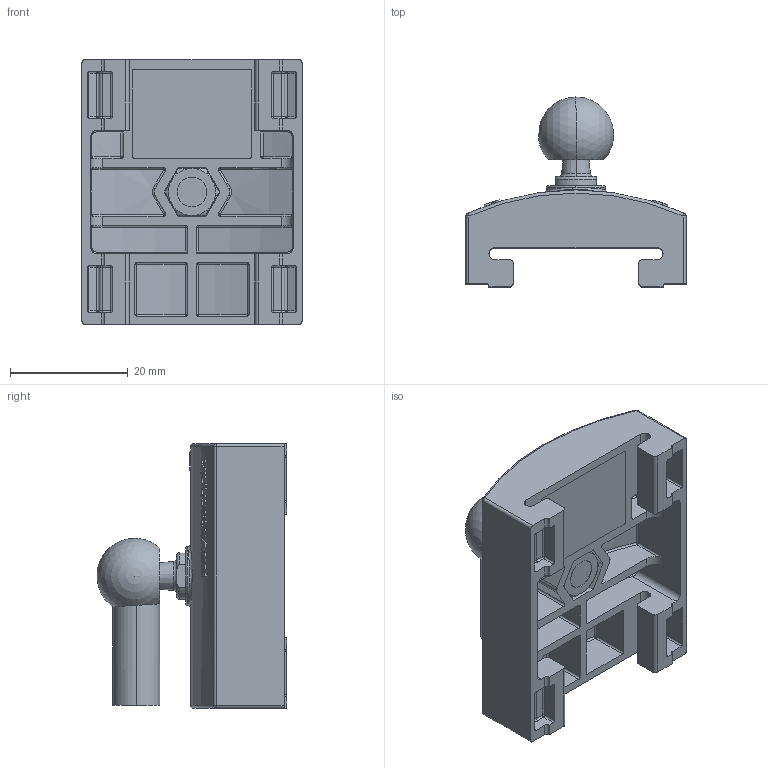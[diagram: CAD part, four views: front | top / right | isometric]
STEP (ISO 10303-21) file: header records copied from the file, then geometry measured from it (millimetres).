
FILE_DESCRIPTION (( 'STEP AP214' ), '1' );
FILE_NAME ('518740_Positionsgeber_gefuehrt_Z-TP1-P08~00.STEP', '2012-06-04T08:18:50', ( 'dummy' ), ( 'Hewlett-Packard Company' ), 'SwSTEP 2.0', 'SolidWorks 2011', '' );
FILE_SCHEMA (( 'AUTOMOTIVE_DESIGN' ));
Length unit declared in the file: millimetre
Products named in the file (8): 518740_Vergussmasse_zu_Z-TP1-P08~00; 518836_Magnet_20_x_4_x_4~00; 516349_Winkelgelenk_M5~00; 516349_Teil_3_Sechskantmutter_für_Winkelgelenk_M5~00; 516349_Winkelgelenk_Innenteil~00; 516349_Winkelgelenk_M5_Außenteil~00; 518739_Magnetträger_geführt_für_Z-TP1-P08~05; 518740_Positionsgeber_gefuehrt_Z-TP1-P08~00
Assembly tree (7 placements, depth 3):
  518740_Positionsgeber_gefuehrt_Z-TP1-P08~00
    518740_Vergussmasse_zu_Z-TP1-P08~00
    518836_Magnet_20_x_4_x_4~00
    516349_Winkelgelenk_M5~00
      516349_Winkelgelenk_Innenteil~00
      516349_Winkelgelenk_M5_Außenteil~00
      516349_Teil_3_Sechskantmutter_für_Winkelgelenk_M5~00
    518739_Magnetträger_geführt_für_Z-TP1-P08~05
Bounding box: 37.4 x 32.29 x 45 mm (x, y, z)
Volume: 13876.4 mm3; surface area: 13644.3 mm2
Topology: 6 solids, 6 shells, 1175 faces, 2981 edges, 1747 vertices
Faces by surface type: cylinder 341, plane 329, bspline 274, sphere 92, torus 85, cone 54
Entity records: 51902 total; most frequent: CARTESIAN_POINT 21931, ORIENTED_EDGE 5672, DIRECTION 4834, EDGE_CURVE 2836, AXIS2_PLACEMENT_3D 1761, VERTEX_POINT 1713, LINE 1312, VECTOR 1312
